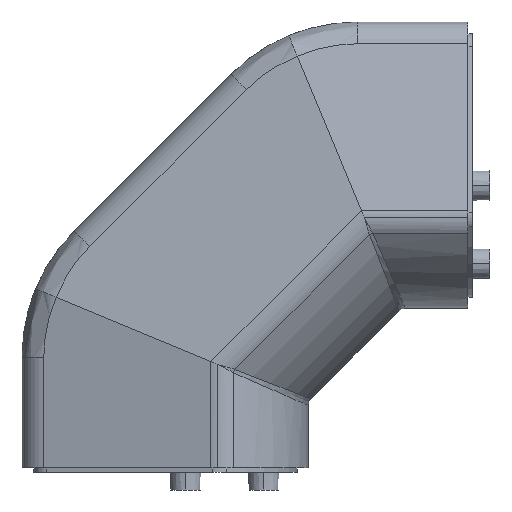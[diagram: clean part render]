
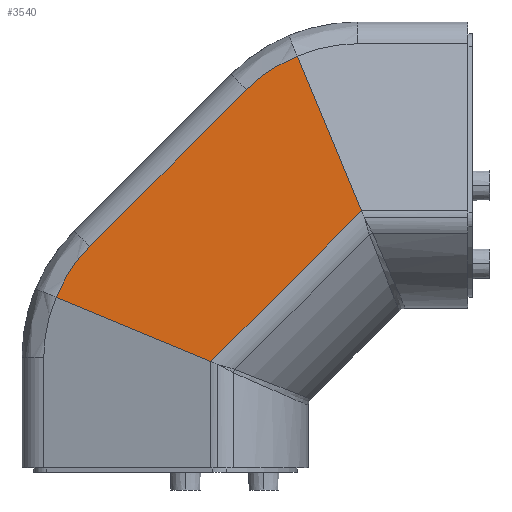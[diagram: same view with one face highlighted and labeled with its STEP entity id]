
A CAD part, left-side view. The second image highlights one B-rep face of the part: STEP entity #3540.
In plain terms, the highlighted planar face has unit normal (-0.971, 0.17, 0.17).
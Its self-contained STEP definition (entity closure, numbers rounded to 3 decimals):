
#90 = VECTOR ( 'NONE', #8249, 1000. ) ;
#244 = CARTESIAN_POINT ( 'NONE',  ( -23.418, -34.746, 93.351 ) ) ;
#295 = CARTESIAN_POINT ( 'NONE',  ( -23.418, 19.938, 38.667 ) ) ;
#297 = CARTESIAN_POINT ( 'NONE',  ( -22.721, 12.344, 50.251 ) ) ;
#304 = CARTESIAN_POINT ( 'NONE',  ( -22.721, -23.162, 85.757 ) ) ;
#601 = CARTESIAN_POINT ( 'NONE',  ( -32.082, -15.123, 24.145 ) ) ;
#718 = AXIS2_PLACEMENT_3D ( 'NONE', #5185, #5198, #5200 ) ;
#2096 = VECTOR ( 'NONE', #7250, 1000. ) ;
#2099 = VECTOR ( 'NONE', #6685, 1000. ) ;
#2102 = VECTOR ( 'NONE', #6692, 1000. ) ;
#2133 = EDGE_CURVE ( 'NONE', #5848, #5328, #7248, .T. ) ;
#2134 = EDGE_CURVE ( 'NONE', #5946, #5328, #6698, .T. ) ;
#2135 = EDGE_CURVE ( 'NONE', #6122, #5946, #4074, .T. ) ;
#2136 = EDGE_CURVE ( 'NONE', #6122, #6123, #6690, .T. ) ;
#2137 = EDGE_CURVE ( 'NONE', #6123, #6133, #4075, .T. ) ;
#2281 = EDGE_CURVE ( 'NONE', #6133, #5848, #8259, .T. ) ;
#2632 = CARTESIAN_POINT ( 'NONE',  ( -32.082, -49.268, 58.291 ) ) ;
#3540 = ADVANCED_FACE ( 'NONE', ( #5202 ), #5201, .F. ) ;
#4074 =( BOUNDED_CURVE ( )  B_SPLINE_CURVE ( 3, ( #6696, #6689, #6688, #6687 ),
 .UNSPECIFIED., .F., .T. ) 
 B_SPLINE_CURVE_WITH_KNOTS ( ( 4, 4 ),
 ( 3.142, 3.552 ),
 .UNSPECIFIED. ) 
 CURVE ( )  GEOMETRIC_REPRESENTATION_ITEM ( )  RATIONAL_B_SPLINE_CURVE ( ( 1., 0.986, 0.986, 1. ) ) 
 REPRESENTATION_ITEM ( '' )  );
#4075 =( BOUNDED_CURVE ( )  B_SPLINE_CURVE ( 3, ( #6677, #6675, #6673, #6672 ),
 .UNSPECIFIED., .F., .T. ) 
 B_SPLINE_CURVE_WITH_KNOTS ( ( 4, 4 ),
 ( 3.142, 3.552 ),
 .UNSPECIFIED. ) 
 CURVE ( )  GEOMETRIC_REPRESENTATION_ITEM ( )  RATIONAL_B_SPLINE_CURVE ( ( 1., 0.986, 0.986, 1. ) ) 
 REPRESENTATION_ITEM ( '' )  );
#5185 = CARTESIAN_POINT ( 'NONE',  ( -32.719, 17.459, -12.082 ) ) ;
#5198 = DIRECTION ( 'NONE',  ( 0.971, -0.17, -0.17 ) ) ;
#5200 = DIRECTION ( 'NONE',  ( 0.24, 0.686, 0.686 ) ) ;
#5201 = PLANE ( 'NONE',  #718 ) ;
#5202 = FACE_OUTER_BOUND ( 'NONE', #6357, .T. ) ;
#5328 = VERTEX_POINT ( 'NONE', #2632 ) ;
#5848 = VERTEX_POINT ( 'NONE', #601 ) ;
#5946 = VERTEX_POINT ( 'NONE', #244 ) ;
#6122 = VERTEX_POINT ( 'NONE', #304 ) ;
#6123 = VERTEX_POINT ( 'NONE', #297 ) ;
#6133 = VERTEX_POINT ( 'NONE', #295 ) ;
#6357 = EDGE_LOOP ( 'NONE', ( #6978, #6964, #6994, #6975, #6979, #6998 ) ) ;
#6672 = CARTESIAN_POINT ( 'NONE',  ( -23.418, 19.938, 38.667 ) ) ;
#6673 = CARTESIAN_POINT ( 'NONE',  ( -22.957, 18.222, 43.024 ) ) ;
#6675 = CARTESIAN_POINT ( 'NONE',  ( -22.721, 15.655, 46.94 ) ) ;
#6677 = CARTESIAN_POINT ( 'NONE',  ( -22.721, 12.344, 50.251 ) ) ;
#6685 = DIRECTION ( 'NONE',  ( 0., 0.707, -0.707 ) ) ;
#6686 = CARTESIAN_POINT ( 'NONE',  ( -22.721, 46.068, 16.527 ) ) ;
#6687 = CARTESIAN_POINT ( 'NONE',  ( -23.418, -34.746, 93.351 ) ) ;
#6688 = CARTESIAN_POINT ( 'NONE',  ( -22.957, -30.389, 91.636 ) ) ;
#6689 = CARTESIAN_POINT ( 'NONE',  ( -22.721, -26.473, 89.068 ) ) ;
#6690 = LINE ( 'NONE', #6686, #2099 ) ;
#6692 = DIRECTION ( 'NONE',  ( -0.223, -0.373, -0.901 ) ) ;
#6696 = CARTESIAN_POINT ( 'NONE',  ( -22.721, -23.162, 85.757 ) ) ;
#6698 = LINE ( 'NONE', #7247, #2102 ) ;
#6964 = ORIENTED_EDGE ( 'NONE', *, *, #2134, .F. ) ;
#6975 = ORIENTED_EDGE ( 'NONE', *, *, #2136, .T. ) ;
#6978 = ORIENTED_EDGE ( 'NONE', *, *, #2133, .T. ) ;
#6979 = ORIENTED_EDGE ( 'NONE', *, *, #2137, .T. ) ;
#6994 = ORIENTED_EDGE ( 'NONE', *, *, #2135, .F. ) ;
#6998 = ORIENTED_EDGE ( 'NONE', *, *, #2281, .T. ) ;
#7247 = CARTESIAN_POINT ( 'NONE',  ( -28.59, -43.415, 72.422 ) ) ;
#7248 = LINE ( 'NONE', #7249, #2096 ) ;
#7249 = CARTESIAN_POINT ( 'NONE',  ( -32.082, 19.282, -10.26 ) ) ;
#7250 = DIRECTION ( 'NONE',  ( 0., -0.707, 0.707 ) ) ;
#8249 = DIRECTION ( 'NONE',  ( -0.223, -0.901, -0.373 ) ) ;
#8255 = CARTESIAN_POINT ( 'NONE',  ( -28.59, -0.991, 29.998 ) ) ;
#8259 = LINE ( 'NONE', #8255, #90 ) ;
